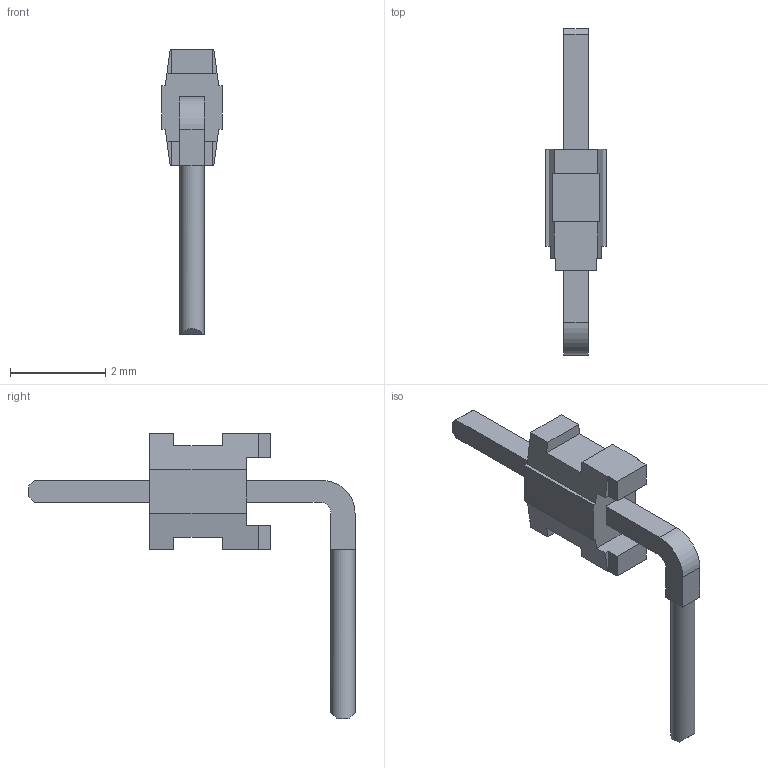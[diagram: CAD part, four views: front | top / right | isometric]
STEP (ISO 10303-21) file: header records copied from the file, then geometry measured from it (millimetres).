
FILE_DESCRIPTION(/* description */ ('STEP AP242','CAx-IF Rec.Pracs.---Representation and Presentation of Product Manufacturing Information (PMI)---4.0---2014-10-13','CAx-IF Rec.Pracs.---3D Tessellated Geometry---0.4---2014-09-14','2;1'),/* implementation_level */ '2;1');
FILE_NAME(/* name */ 'TMS-101-02-L-S-RA',/* time_stamp */ '2025-12-29T13:42:18+01:00',/* author */ ('License CC BY-ND 4.0'),/* organization */ ('CADENAS'),/* preprocessor_version */ 'ST-DEVELOPER v20',/* originating_system */ 'PARTsolutions',/* authorisation */ ' ');
FILE_SCHEMA (('AP242_MANAGED_MODEL_BASED_3D_ENGINEERING_MIM_LF { 1 0 10303 442 1 1 4 }'));
Length unit declared in the file: inch
Products named in the file (3): TMS-101-02-L-S-RA; TMS-101-S_header; T-1M6-01-02-S-RA
Assembly tree (2 placements, depth 2):
  TMS-101-02-L-S-RA
    TMS-101-S_header
    T-1M6-01-02-S-RA
Bounding box: 1.27 x 6.86 x 5.99 mm (x, y, z)
Volume: 7.6 mm3; surface area: 47.3 mm2
Topology: 2 solids, 2 shells, 69 faces, 186 edges, 121 vertices
Faces by surface type: plane 66, cylinder 3
Full cylindrical faces by diameter (mm): 0.508 x1
Entity records: 2180 total; most frequent: CARTESIAN_POINT 376, ORIENTED_EDGE 368, DIRECTION 340, EDGE_CURVE 184, LINE 172, VECTOR 172, VERTEX_POINT 120, AXIS2_PLACEMENT_3D 84
